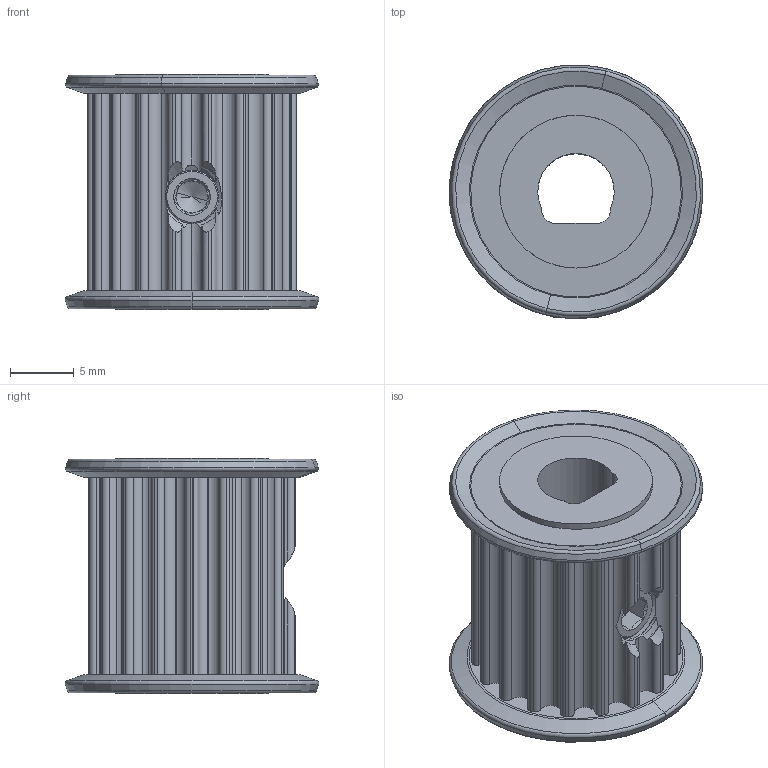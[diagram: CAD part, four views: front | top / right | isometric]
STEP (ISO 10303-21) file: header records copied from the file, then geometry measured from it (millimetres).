
FILE_DESCRIPTION (( 'STEP AP203' ), '1' );
FILE_NAME ('3404-1006-0018 assembly.STEP', '2018-04-11T14:58:15', ( '' ), ( '' ), 'SwSTEP 2.0', 'SolidWorks 2016', '' );
FILE_SCHEMA (( 'CONFIG_CONTROL_DESIGN' ));
Length unit declared in the file: millimetre
Products named in the file (4): 3404-1006-0018 assembly; 3404-1006-0018; 3404-1006-0018 flange; 2806-0005-0004_91390A117
Assembly tree (4 placements, depth 2):
  3404-1006-0018 assembly
    3404-1006-0018
    3404-1006-0018 flange  x2
    2806-0005-0004_91390A117
Bounding box: 19.94 x 19.94 x 18.5 mm (x, y, z)
Volume: 2926.5 mm3; surface area: 3083 mm2
Topology: 4 solids, 4 shells, 261 faces, 718 edges, 462 vertices
Faces by surface type: cylinder 172, cone 35, plane 25, torus 16, bspline 13
Entity records: 17766 total; most frequent: CARTESIAN_POINT 11292, ORIENTED_EDGE 1356, DIRECTION 1260, EDGE_CURVE 678, AXIS2_PLACEMENT_3D 528, VERTEX_POINT 442, CIRCLE 291, EDGE_LOOP 250
